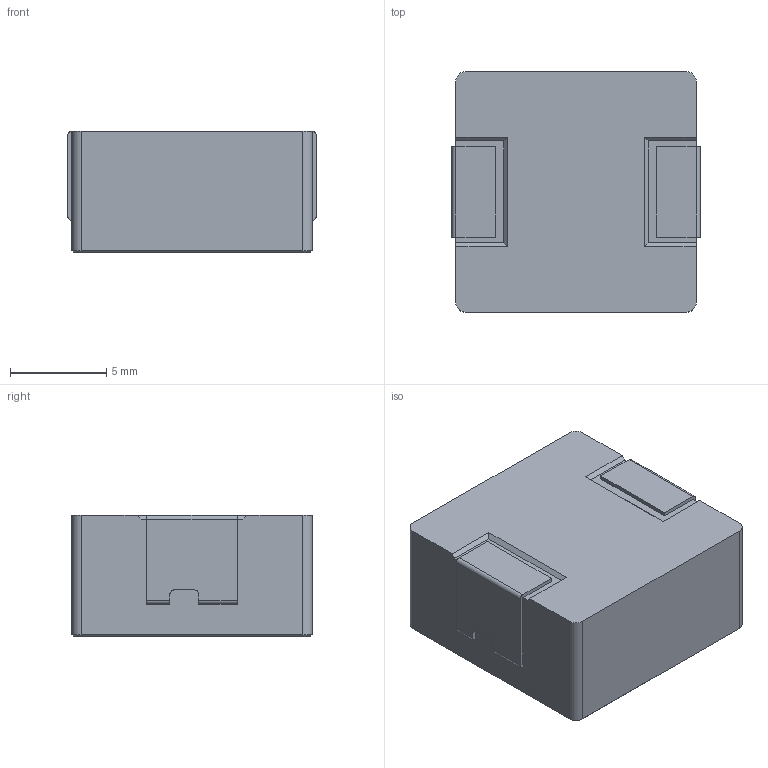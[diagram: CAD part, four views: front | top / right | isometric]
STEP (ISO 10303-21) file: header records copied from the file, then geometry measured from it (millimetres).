
FILE_DESCRIPTION (( 'STEP AP214' ), '1' );
FILE_NAME ('IND,Wirewound,13.5x12.5,SMD.STEP', '2020-03-24T04:21:03', ( '' ), ( '' ), 'SwSTEP 2.0', 'SolidWorks 2020', '' );
FILE_SCHEMA (( 'AUTOMOTIVE_DESIGN' ));
Length unit declared in the file: millimetre
Products named in the file (1): IND,Wirewound,13.5x12.5,SMD
Bounding box: 12.9 x 12.5 x 6.3 mm (x, y, z)
Volume: 992.5 mm3; surface area: 787.3 mm2
Topology: 3 solids, 3 shells, 94 faces, 256 edges, 168 vertices
Faces by surface type: plane 54, cylinder 36, cone 4
Entity records: 3024 total; most frequent: DIRECTION 522, CARTESIAN_POINT 519, ORIENTED_EDGE 512, EDGE_CURVE 256, LINE 180, VECTOR 180, AXIS2_PLACEMENT_3D 171, VERTEX_POINT 168
